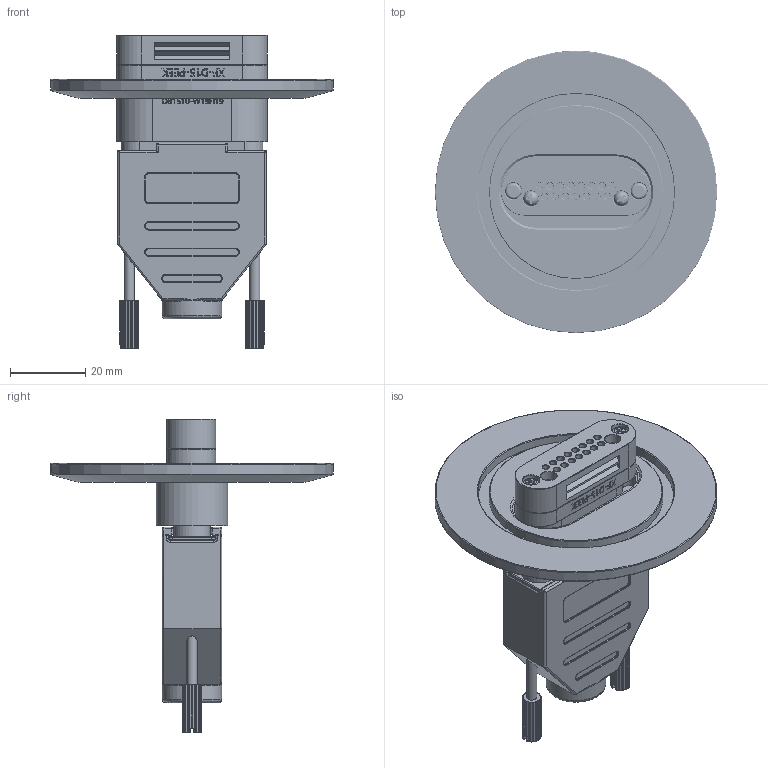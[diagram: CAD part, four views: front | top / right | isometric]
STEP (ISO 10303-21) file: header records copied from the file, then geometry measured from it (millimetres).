
FILE_DESCRIPTION (( 'STEP AP214' ), '1' );
FILE_NAME ('俋楷耀倰(湍脣芛)-D-KF50-1D15-W19H19.STEP', '2024-08-26T09:28:27', ( '' ), ( '' ), 'SwSTEP 2.0', 'SolidWorks 2020', '' );
FILE_SCHEMA (( 'AUTOMOTIVE_DESIGN' ));
Length unit declared in the file: millimetre
Products named in the file (15): FL-D-KF50-1D15-W19H19; 俋楷耀倰-DB1510-W19H19; 俋楷耀倰-FL-DB1510-W19H19; NDL-D10L17; SCRW-M3; ĸͷ-DB15; 脣芛蹟隊-UNC #4-40; XF-D15-02; DB15脣芛; 俋楷耀倰-CFG-D1005; XF-D15-01; UNC#4-40-12.7; XF-D15; 俋褲-DB15; 俋楷耀倰(湍脣芛)-D-KF50-1D15-W19H19
Assembly tree (45 placements, depth 4):
  俋楷耀倰(湍脣芛)-D-KF50-1D15-W19H19
    FL-D-KF50-1D15-W19H19
    俋楷耀倰-DB1510-W19H19
      俋楷耀倰-FL-DB1510-W19H19
      NDL-D10L17  x15
      DB15脣芛
        俋褲-DB15
        ĸͷ-DB15
        脣芛蹟隊-UNC #4-40  x2
      XF-D15
        XF-D15-01
        XF-D15-02
        UNC#4-40-12.7  x2
        SCRW-M3  x2
        俋楷耀倰-CFG-D1005  x15
Bounding box: 75 x 75 x 83.4 mm (x, y, z)
Volume: 51451.1 mm3; surface area: 33994.7 mm2
Topology: 43 solids, 43 shells, 1556 faces, 4458 edges, 3166 vertices
Faces by surface type: cylinder 628, plane 566, torus 141, cone 131, bspline 82, sphere 8
Full cylindrical faces by diameter (mm): 1 x45, 1.6 x15, 1.66 x15, 1.8 x30, 2.22 x15, 2.3 x64, 2.4 x17, 2.7 x2, 3 x40, 3.2 x2, 4 x2, 4.2 x2, 4.3 x4, 4.5 x2, 12 x1, 15.9 x1, 46.2 x1, 52.2 x1, 75 x1
Entity records: 60188 total; most frequent: CARTESIAN_POINT 31623, ORIENTED_EDGE 5944, DIRECTION 5257, EDGE_CURVE 2972, VERTEX_POINT 2348, AXIS2_PLACEMENT_3D 1947, EDGE_LOOP 1566, VECTOR 1363
